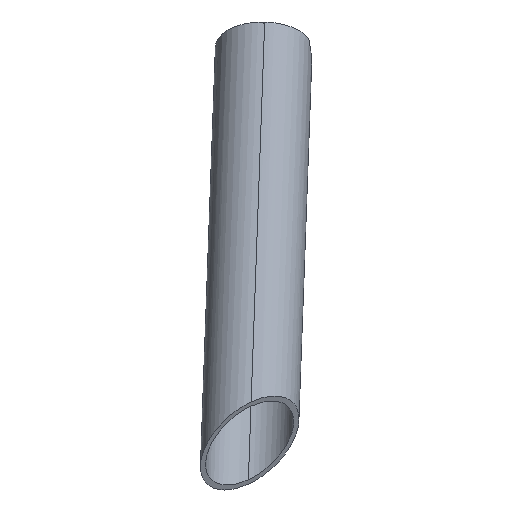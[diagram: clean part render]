
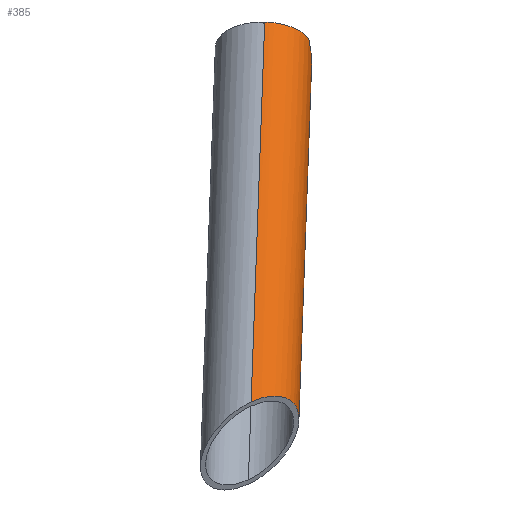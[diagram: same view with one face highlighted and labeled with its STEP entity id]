
A CAD part, top view. The second image highlights one B-rep face of the part: STEP entity #385.
In plain terms, the highlighted cylindrical face has radius 14 mm (diameter 28 mm), a partial arc.
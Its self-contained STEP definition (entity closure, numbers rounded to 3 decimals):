
#91=CARTESIAN_POINT('Vertex',(-1929.231,-316.125,100.198)) ;
#93=CARTESIAN_POINT('Vertex',(-1928.387,-292.367,115.044)) ;
#97=CARTESIAN_POINT('Control Point',(-1928.387,-292.367,115.044)) ;
#98=CARTESIAN_POINT('Control Point',(-1927.167,-291.804,114.163)) ;
#99=CARTESIAN_POINT('Control Point',(-1925.949,-291.349,113.212)) ;
#100=CARTESIAN_POINT('Control Point',(-1924.742,-291.006,112.197)) ;
#101=CARTESIAN_POINT('Control Point',(-1922.521,-290.593,110.186)) ;
#102=CARTESIAN_POINT('Control Point',(-1920.436,-290.655,108.001)) ;
#103=CARTESIAN_POINT('Control Point',(-1919.502,-290.797,106.948)) ;
#104=CARTESIAN_POINT('Control Point',(-1918.041,-291.241,105.152)) ;
#105=CARTESIAN_POINT('Control Point',(-1916.802,-292.063,103.334)) ;
#106=CARTESIAN_POINT('Control Point',(-1916.348,-292.455,102.607)) ;
#107=CARTESIAN_POINT('Control Point',(-1915.595,-293.316,101.264)) ;
#108=CARTESIAN_POINT('Control Point',(-1915.054,-294.404,99.988)) ;
#109=CARTESIAN_POINT('Control Point',(-1914.854,-294.961,99.414)) ;
#110=CARTESIAN_POINT('Control Point',(-1914.594,-296.06,98.42)) ;
#111=CARTESIAN_POINT('Control Point',(-1914.535,-297.283,97.55)) ;
#112=CARTESIAN_POINT('Control Point',(-1914.55,-297.859,97.185)) ;
#113=CARTESIAN_POINT('Control Point',(-1914.658,-298.967,96.563)) ;
#114=CARTESIAN_POINT('Control Point',(-1914.905,-300.111,96.06)) ;
#115=CARTESIAN_POINT('Control Point',(-1915.05,-300.649,95.853)) ;
#116=CARTESIAN_POINT('Control Point',(-1915.502,-302.073,95.376)) ;
#117=CARTESIAN_POINT('Control Point',(-1916.127,-303.486,95.085)) ;
#118=CARTESIAN_POINT('Control Point',(-1916.573,-304.348,94.972)) ;
#119=CARTESIAN_POINT('Control Point',(-1917.857,-306.54,94.843)) ;
#120=CARTESIAN_POINT('Control Point',(-1919.408,-308.552,95.106)) ;
#121=CARTESIAN_POINT('Control Point',(-1920.435,-309.71,95.396)) ;
#122=CARTESIAN_POINT('Control Point',(-1922.469,-311.732,96.15)) ;
#123=CARTESIAN_POINT('Control Point',(-1924.631,-313.432,97.249)) ;
#124=CARTESIAN_POINT('Control Point',(-1925.668,-314.16,97.833)) ;
#125=CARTESIAN_POINT('Control Point',(-1927.006,-314.994,98.658)) ;
#126=CARTESIAN_POINT('Control Point',(-1928.353,-315.701,99.575)) ;
#127=CARTESIAN_POINT('Control Point',(-1928.646,-315.848,99.779)) ;
#128=CARTESIAN_POINT('Control Point',(-1928.939,-315.99,99.986)) ;
#129=CARTESIAN_POINT('Control Point',(-1929.231,-316.125,100.198)) ;
#237=CARTESIAN_POINT('Vertex',(-1925.4,-208.361,-56.603)) ;
#240=CARTESIAN_POINT('Line Origine',(-11994.279,-283399.611,411999.008)) ;
#244=CARTESIAN_POINT('Vertex',(-1929.219,-315.774,99.688)) ;
#247=CARTESIAN_POINT('Line Origine',(-11994.279,-283399.611,411999.008)) ;
#252=CARTESIAN_POINT('Line Origine',(-11993.459,-283376.555,412014.874)) ;
#256=CARTESIAN_POINT('Vertex',(-1924.472,-182.275,-45.145)) ;
#331=CARTESIAN_POINT('Axis2P3D Location',(-11995.907,-283445.389,412090.323)) ;
#337=CARTESIAN_POINT('Control Point',(-1911.727,-187.078,-53.964)) ;
#338=CARTESIAN_POINT('Control Point',(-1912.341,-186.258,-52.421)) ;
#339=CARTESIAN_POINT('Control Point',(-1913.191,-185.475,-50.952)) ;
#340=CARTESIAN_POINT('Control Point',(-1914.275,-184.746,-49.595)) ;
#341=CARTESIAN_POINT('Control Point',(-1916.7,-183.55,-47.379)) ;
#342=CARTESIAN_POINT('Control Point',(-1919.758,-182.741,-45.916)) ;
#343=CARTESIAN_POINT('Control Point',(-1921.284,-182.467,-45.433)) ;
#344=CARTESIAN_POINT('Control Point',(-1922.875,-182.311,-45.175)) ;
#345=CARTESIAN_POINT('Control Point',(-1924.472,-182.275,-45.145)) ;
#346=CARTESIAN_POINT('Vertex',(-1911.727,-187.078,-53.964)) ;
#350=CARTESIAN_POINT('Control Point',(-1925.4,-208.361,-56.603)) ;
#351=CARTESIAN_POINT('Control Point',(-1924.366,-208.742,-56.103)) ;
#352=CARTESIAN_POINT('Control Point',(-1923.288,-209.005,-55.603)) ;
#353=CARTESIAN_POINT('Control Point',(-1922.173,-209.131,-55.107)) ;
#354=CARTESIAN_POINT('Control Point',(-1919.699,-209.03,-54.063)) ;
#355=CARTESIAN_POINT('Control Point',(-1917.331,-208.07,-53.195)) ;
#356=CARTESIAN_POINT('Control Point',(-1916.138,-207.277,-52.805)) ;
#357=CARTESIAN_POINT('Control Point',(-1915.104,-206.283,-52.512)) ;
#358=CARTESIAN_POINT('Control Point',(-1914.228,-205.15,-52.308)) ;
#359=CARTESIAN_POINT('Vertex',(-1914.228,-205.15,-52.308)) ;
#363=CARTESIAN_POINT('Control Point',(-1911.727,-187.078,-53.964)) ;
#364=CARTESIAN_POINT('Control Point',(-1911.308,-188.777,-53.529)) ;
#365=CARTESIAN_POINT('Control Point',(-1911.012,-190.518,-53.14)) ;
#366=CARTESIAN_POINT('Control Point',(-1910.847,-192.287,-52.802)) ;
#367=CARTESIAN_POINT('Control Point',(-1910.814,-195.07,-52.368)) ;
#368=CARTESIAN_POINT('Control Point',(-1911.187,-197.841,-52.11)) ;
#369=CARTESIAN_POINT('Control Point',(-1911.376,-198.824,-52.042)) ;
#370=CARTESIAN_POINT('Control Point',(-1911.876,-200.768,-51.963)) ;
#371=CARTESIAN_POINT('Control Point',(-1912.64,-202.624,-52.01)) ;
#372=CARTESIAN_POINT('Control Point',(-1913.093,-203.519,-52.069)) ;
#373=CARTESIAN_POINT('Control Point',(-1913.623,-204.368,-52.167)) ;
#374=CARTESIAN_POINT('Control Point',(-1914.228,-205.15,-52.308)) ;
#241=DIRECTION('Vector Direction',(0.02,0.566,-0.824)) ;
#248=DIRECTION('Vector Direction',(0.02,0.566,-0.824)) ;
#253=DIRECTION('Vector Direction',(0.02,0.566,-0.824)) ;
#332=DIRECTION('Axis2P3D Direction',(0.02,0.566,-0.824)) ;
#333=DIRECTION('Axis2P3D XDirection',(0.029,0.823,0.567)) ;
#334=AXIS2_PLACEMENT_3D('Cylinder Axis2P3D',#331,#332,#333) ;
#377=ORIENTED_EDGE('',*,*,#348,.T.) ;
#378=ORIENTED_EDGE('',*,*,#258,.F.) ;
#379=ORIENTED_EDGE('',*,*,#130,.T.) ;
#380=ORIENTED_EDGE('',*,*,#251,.F.) ;
#381=ORIENTED_EDGE('',*,*,#246,.T.) ;
#382=ORIENTED_EDGE('',*,*,#361,.T.) ;
#383=ORIENTED_EDGE('',*,*,#375,.F.) ;
#242=VECTOR('Line Direction',#241,1.) ;
#249=VECTOR('Line Direction',#248,1.) ;
#254=VECTOR('Line Direction',#253,1.) ;
#385=ADVANCED_FACE('Corps principal',(#384),#335,.T.) ;
#96=B_SPLINE_CURVE_WITH_KNOTS('',5,(#97,#98,#99,#100,#101,#102,#103,#104,#105,#106,#107,#108,#109,#110,#111,#112,#113,#114,#115,#116,#117,#118,#119,#120,#121,#122,#123,#124,#125,#126,#127,#128,#129),.UNSPECIFIED.,.F.,.U.,(6,3,3,3,3,3,3,3,3,3,6),(0.,11.358,21.295,27.922,33.712,38.511,42.702,49.575,60.629,70.459,73.185),.UNSPECIFIED.) ;
#336=B_SPLINE_CURVE_WITH_KNOTS('',5,(#337,#338,#339,#340,#341,#342,#343,#344,#345),.UNSPECIFIED.,.F.,.U.,(6,3,6),(8.923,22.017,33.318),.UNSPECIFIED.) ;
#349=B_SPLINE_CURVE_WITH_KNOTS('',5,(#350,#351,#352,#353,#354,#355,#356,#357,#358),.UNSPECIFIED.,.F.,.U.,(6,3,6),(0.,8.558,18.783),.UNSPECIFIED.) ;
#362=B_SPLINE_CURVE_WITH_KNOTS('',5,(#363,#364,#365,#366,#367,#368,#369,#370,#371,#372,#373,#374),.UNSPECIFIED.,.F.,.U.,(6,3,3,6),(5.678,18.43,25.496,32.563),.UNSPECIFIED.) ;
#335=CYLINDRICAL_SURFACE('generated cylinder',#334,14.) ;
#130=EDGE_CURVE('',#94,#92,#96,.T.) ;
#246=EDGE_CURVE('',#245,#238,#243,.T.) ;
#251=EDGE_CURVE('',#245,#92,#250,.F.) ;
#258=EDGE_CURVE('',#94,#257,#255,.T.) ;
#348=EDGE_CURVE('',#347,#257,#336,.T.) ;
#361=EDGE_CURVE('',#238,#360,#349,.T.) ;
#375=EDGE_CURVE('',#347,#360,#362,.T.) ;
#376=EDGE_LOOP('',(#377,#378,#379,#380,#381,#382,#383)) ;
#384=FACE_OUTER_BOUND('',#376,.T.) ;
#243=LINE('Line',#240,#242) ;
#250=LINE('Line',#247,#249) ;
#255=LINE('Line',#252,#254) ;
#92=VERTEX_POINT('',#91) ;
#94=VERTEX_POINT('',#93) ;
#238=VERTEX_POINT('',#237) ;
#245=VERTEX_POINT('',#244) ;
#257=VERTEX_POINT('',#256) ;
#347=VERTEX_POINT('',#346) ;
#360=VERTEX_POINT('',#359) ;
